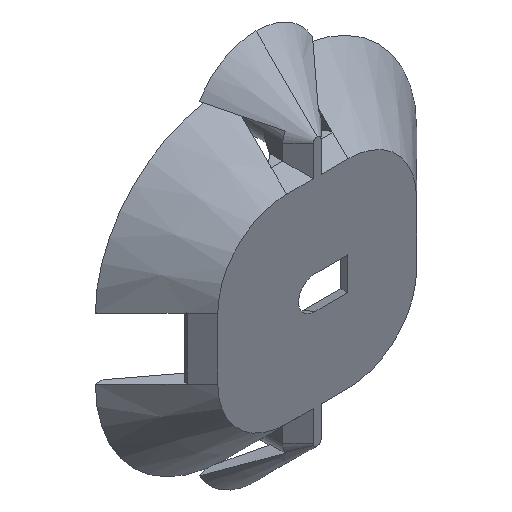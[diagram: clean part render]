
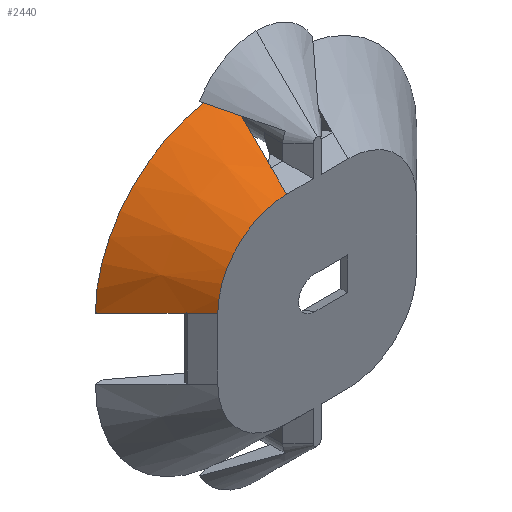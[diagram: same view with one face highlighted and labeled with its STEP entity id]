
A CAD part, isometric view. The second image highlights one B-rep face of the part: STEP entity #2440.
In plain terms, the highlighted conical face has half-angle 45 degrees and reference radius 11 mm.
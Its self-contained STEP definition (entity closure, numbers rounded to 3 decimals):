
#15 = CARTESIAN_POINT ( 'NONE',  ( -4., 0., 13. ) ) ;
#39 = LINE ( 'NONE', #15, #1817 ) ;
#148 = DIRECTION ( 'NONE',  ( 0., 0., 1. ) ) ;
#149 = VERTEX_POINT ( 'NONE', #689 ) ;
#172 = VERTEX_POINT ( 'NONE', #2119 ) ;
#197 = DIRECTION ( 'NONE',  ( -1., 0., 0. ) ) ;
#226 = EDGE_CURVE ( 'NONE', #3085, #2459, #655, .T. ) ;
#348 = CIRCLE ( 'NONE', #2558, 9. ) ;
#399 = EDGE_CURVE ( 'NONE', #2125, #149, #458, .T. ) ;
#441 = ORIENTED_EDGE ( 'NONE', *, *, #226, .F. ) ;
#458 = B_SPLINE_CURVE_WITH_KNOTS ( 'NONE', 3,
 ( #620, #1559, #2532, #2035 ),
 .UNSPECIFIED., .F., .F.,
 ( 4, 4 ),
 ( 0., 0.001 ),
 .UNSPECIFIED. ) ;
#480 = CARTESIAN_POINT ( 'NONE',  ( -13., 0., 4. ) ) ;
#565 = CARTESIAN_POINT ( 'NONE',  ( -4., 0., 13. ) ) ;
#578 = CARTESIAN_POINT ( 'NONE',  ( -6.668, 8.001, 20.791 ) ) ;
#595 = DIRECTION ( 'NONE',  ( 0.707, -0.707, 0. ) ) ;
#598 = CARTESIAN_POINT ( 'NONE',  ( -21., 8., 4. ) ) ;
#606 = FACE_OUTER_BOUND ( 'NONE', #1819, .T. ) ;
#614 = CARTESIAN_POINT ( 'NONE',  ( -4., 0., 4. ) ) ;
#620 = CARTESIAN_POINT ( 'NONE',  ( -6.668, 8.001, 20.791 ) ) ;
#655 = LINE ( 'NONE', #2600, #2528 ) ;
#689 = CARTESIAN_POINT ( 'NONE',  ( -6.066, 7.578, 20.449 ) ) ;
#745 = CARTESIAN_POINT ( 'NONE',  ( -6.323, 7.859, 20.698 ) ) ;
#865 = ORIENTED_EDGE ( 'NONE', *, *, #1044, .F. ) ;
#903 = ORIENTED_EDGE ( 'NONE', *, *, #1161, .F. ) ;
#1039 = CARTESIAN_POINT ( 'NONE',  ( -13., 0., 4. ) ) ;
#1044 = EDGE_CURVE ( 'NONE', #149, #172, #2949, .T. ) ;
#1155 = AXIS2_PLACEMENT_3D ( 'NONE', #1435, #2187, #197 ) ;
#1161 = EDGE_CURVE ( 'NONE', #1311, #2125, #1370, .T. ) ;
#1248 = VERTEX_POINT ( 'NONE', #2079 ) ;
#1311 = VERTEX_POINT ( 'NONE', #598 ) ;
#1342 = EDGE_CURVE ( 'NONE', #2887, #2049, #348, .T. ) ;
#1366 = DIRECTION ( 'NONE',  ( 0., 1., 0. ) ) ;
#1370 = CIRCLE ( 'NONE', #1679, 17. ) ;
#1417 = CARTESIAN_POINT ( 'NONE',  ( -6.195, 7.718, 20.574 ) ) ;
#1435 = CARTESIAN_POINT ( 'NONE',  ( -4., 8., 4. ) ) ;
#1559 = CARTESIAN_POINT ( 'NONE',  ( -6.467, 7.857, 20.677 ) ) ;
#1651 = EDGE_CURVE ( 'NONE', #1311, #1248, #1809, .T. ) ;
#1660 = ORIENTED_EDGE ( 'NONE', *, *, #1651, .T. ) ;
#1679 = AXIS2_PLACEMENT_3D ( 'NONE', #2693, #2264, #2511 ) ;
#1735 = DIRECTION ( 'NONE',  ( 0., 0.707, 0.707 ) ) ;
#1769 = ORIENTED_EDGE ( 'NONE', *, *, #1342, .F. ) ;
#1785 = ORIENTED_EDGE ( 'NONE', *, *, #2815, .T. ) ;
#1809 = LINE ( 'NONE', #2791, #3026 ) ;
#1817 = VECTOR ( 'NONE', #1735, 1000. ) ;
#1819 = EDGE_LOOP ( 'NONE', ( #1785, #441, #2715, #865, #3133, #903, #1660, #2857, #1769 ) ) ;
#1979 = EDGE_CURVE ( 'NONE', #172, #3085, #2497, .T. ) ;
#2000 = CARTESIAN_POINT ( 'NONE',  ( -4., 2., 15. ) ) ;
#2028 = DIRECTION ( 'NONE',  ( -0.707, 0.707, 0. ) ) ;
#2035 = CARTESIAN_POINT ( 'NONE',  ( -6.066, 7.578, 20.449 ) ) ;
#2049 = VERTEX_POINT ( 'NONE', #480 ) ;
#2060 = DIRECTION ( 'NONE',  ( 0., -1., 0. ) ) ;
#2079 = CARTESIAN_POINT ( 'NONE',  ( -15., 2., 4. ) ) ;
#2119 = CARTESIAN_POINT ( 'NONE',  ( -6.454, 8., 20.822 ) ) ;
#2120 = CARTESIAN_POINT ( 'NONE',  ( -4., 8., 21. ) ) ;
#2125 = VERTEX_POINT ( 'NONE', #578 ) ;
#2173 = CONICAL_SURFACE ( 'NONE', #3087, 11., 0.785 ) ;
#2187 = DIRECTION ( 'NONE',  ( 0., 1., 0. ) ) ;
#2264 = DIRECTION ( 'NONE',  ( 0., 1., 0. ) ) ;
#2267 = LINE ( 'NONE', #1039, #2684 ) ;
#2440 = ADVANCED_FACE ( 'NONE', ( #606 ), #2173, .T. ) ;
#2459 = VERTEX_POINT ( 'NONE', #2000 ) ;
#2497 = CIRCLE ( 'NONE', #1155, 17. ) ;
#2506 = EDGE_CURVE ( 'NONE', #2049, #1248, #2267, .T. ) ;
#2511 = DIRECTION ( 'NONE',  ( -1., 0., 0. ) ) ;
#2528 = VECTOR ( 'NONE', #3146, 1000. ) ;
#2532 = CARTESIAN_POINT ( 'NONE',  ( -6.267, 7.716, 20.563 ) ) ;
#2558 = AXIS2_PLACEMENT_3D ( 'NONE', #614, #2060, #2572 ) ;
#2572 = DIRECTION ( 'NONE',  ( 0., 0., 1. ) ) ;
#2600 = CARTESIAN_POINT ( 'NONE',  ( -4., 0., 13. ) ) ;
#2661 = CARTESIAN_POINT ( 'NONE',  ( -6.454, 8., 20.822 ) ) ;
#2684 = VECTOR ( 'NONE', #2028, 1000. ) ;
#2693 = CARTESIAN_POINT ( 'NONE',  ( -4., 8., 4. ) ) ;
#2715 = ORIENTED_EDGE ( 'NONE', *, *, #1979, .F. ) ;
#2791 = CARTESIAN_POINT ( 'NONE',  ( -13., 0., 4. ) ) ;
#2815 = EDGE_CURVE ( 'NONE', #2887, #2459, #39, .T. ) ;
#2857 = ORIENTED_EDGE ( 'NONE', *, *, #2506, .F. ) ;
#2887 = VERTEX_POINT ( 'NONE', #565 ) ;
#2949 = B_SPLINE_CURVE_WITH_KNOTS ( 'NONE', 3,
 ( #2951, #1417, #745, #2661 ),
 .UNSPECIFIED., .F., .F.,
 ( 4, 4 ),
 ( 0.004, 0.004 ),
 .UNSPECIFIED. ) ;
#2951 = CARTESIAN_POINT ( 'NONE',  ( -6.066, 7.578, 20.449 ) ) ;
#3026 = VECTOR ( 'NONE', #595, 1000. ) ;
#3075 = CARTESIAN_POINT ( 'NONE',  ( -4., 2., 4. ) ) ;
#3085 = VERTEX_POINT ( 'NONE', #2120 ) ;
#3087 = AXIS2_PLACEMENT_3D ( 'NONE', #3075, #1366, #148 ) ;
#3133 = ORIENTED_EDGE ( 'NONE', *, *, #399, .F. ) ;
#3146 = DIRECTION ( 'NONE',  ( 0., -0.707, -0.707 ) ) ;
